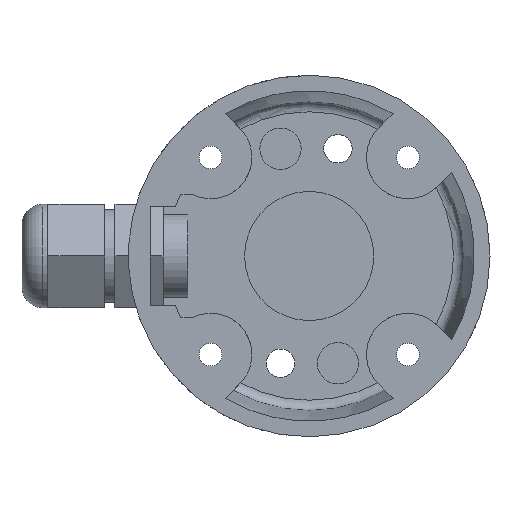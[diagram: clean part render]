
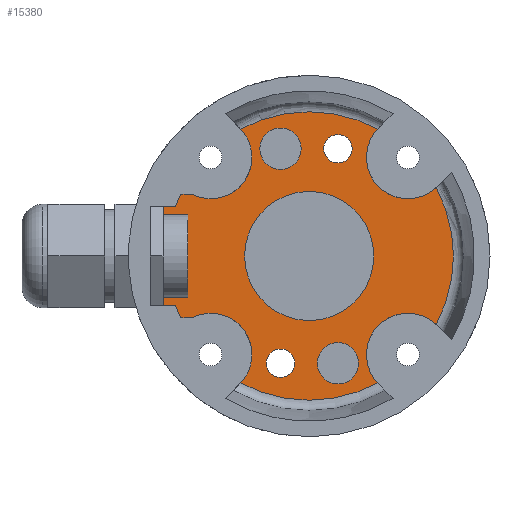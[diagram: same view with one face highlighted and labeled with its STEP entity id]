
A CAD part, front view. The second image highlights one B-rep face of the part: STEP entity #15380.
In plain terms, the highlighted planar face has unit normal (0, -1, 0).
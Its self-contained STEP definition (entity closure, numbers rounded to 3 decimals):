
#827=CIRCLE('',#17005,8.);
#828=CIRCLE('',#17007,8.);
#829=CIRCLE('',#17009,27.925);
#830=CIRCLE('',#17010,8.);
#831=CIRCLE('',#17011,27.925);
#832=CIRCLE('',#17012,8.);
#833=CIRCLE('',#17013,27.925);
#834=CIRCLE('',#17014,27.6);
#835=CIRCLE('',#17015,27.6);
#836=CIRCLE('',#17016,12.5);
#837=CIRCLE('',#17017,12.5);
#838=CIRCLE('',#17018,4.);
#839=CIRCLE('',#17019,4.);
#840=CIRCLE('',#17020,2.75);
#841=CIRCLE('',#17021,2.75);
#954=FACE_BOUND('',#3514,.T.);
#955=FACE_BOUND('',#3515,.T.);
#956=FACE_BOUND('',#3516,.T.);
#957=FACE_BOUND('',#3517,.T.);
#958=FACE_BOUND('',#3518,.T.);
#1729=PLANE('',#17008);
#2564=FACE_OUTER_BOUND('',#3513,.T.);
#3513=EDGE_LOOP('',(#14167,#14168,#14169,#14170,#14171,#14172,#14173,#14174,
#14175,#14176,#14177,#14178,#14179,#14180));
#3514=EDGE_LOOP('',(#14181,#14182));
#3515=EDGE_LOOP('',(#14183));
#3516=EDGE_LOOP('',(#14184));
#3517=EDGE_LOOP('',(#14185));
#3518=EDGE_LOOP('',(#14186));
#4586=LINE('',#30820,#5636);
#4590=LINE('',#30826,#5640);
#4593=LINE('',#30832,#5643);
#4594=LINE('',#30836,#5644);
#4599=LINE('',#30871,#5649);
#5636=VECTOR('',#21212,10.);
#5640=VECTOR('',#21218,10.);
#5643=VECTOR('',#21223,10.);
#5644=VECTOR('',#21226,10.);
#5649=VECTOR('',#21253,10.);
#7460=VERTEX_POINT('',#30817);
#7461=VERTEX_POINT('',#30819);
#7462=VERTEX_POINT('',#30824);
#7463=VERTEX_POINT('',#30828);
#7464=VERTEX_POINT('',#30830);
#7465=VERTEX_POINT('',#30834);
#7466=VERTEX_POINT('',#30835);
#7468=VERTEX_POINT('',#30842);
#7469=VERTEX_POINT('',#30849);
#7471=VERTEX_POINT('',#30860);
#7472=VERTEX_POINT('',#30862);
#7473=VERTEX_POINT('',#30864);
#7474=VERTEX_POINT('',#30866);
#7475=VERTEX_POINT('',#30870);
#7476=VERTEX_POINT('',#30873);
#7477=VERTEX_POINT('',#30874);
#7478=VERTEX_POINT('',#30877);
#7479=VERTEX_POINT('',#30879);
#7480=VERTEX_POINT('',#30881);
#7481=VERTEX_POINT('',#30883);
#9718=EDGE_CURVE('',#7461,#7460,#4586,.T.);
#9722=EDGE_CURVE('',#7462,#7460,#4590,.T.);
#9725=EDGE_CURVE('',#7463,#7464,#4593,.T.);
#9726=EDGE_CURVE('',#7465,#7466,#4594,.T.);
#9731=EDGE_CURVE('',#7464,#7468,#827,.T.);
#9732=EDGE_CURVE('',#7469,#7465,#828,.T.);
#9735=EDGE_CURVE('',#7471,#7468,#829,.T.);
#9736=EDGE_CURVE('',#7471,#7472,#830,.T.);
#9737=EDGE_CURVE('',#7473,#7472,#831,.T.);
#9738=EDGE_CURVE('',#7473,#7474,#832,.T.);
#9739=EDGE_CURVE('',#7469,#7474,#833,.T.);
#9740=EDGE_CURVE('',#7466,#7461,#834,.T.);
#9741=EDGE_CURVE('',#7475,#7462,#4599,.T.);
#9742=EDGE_CURVE('',#7475,#7463,#835,.T.);
#9743=EDGE_CURVE('',#7476,#7477,#836,.T.);
#9744=EDGE_CURVE('',#7477,#7476,#837,.T.);
#9745=EDGE_CURVE('',#7478,#7478,#838,.T.);
#9746=EDGE_CURVE('',#7479,#7479,#839,.T.);
#9747=EDGE_CURVE('',#7480,#7480,#840,.T.);
#9748=EDGE_CURVE('',#7481,#7481,#841,.T.);
#14167=ORIENTED_EDGE('',*,*,#9725,.T.);
#14168=ORIENTED_EDGE('',*,*,#9731,.T.);
#14169=ORIENTED_EDGE('',*,*,#9735,.F.);
#14170=ORIENTED_EDGE('',*,*,#9736,.T.);
#14171=ORIENTED_EDGE('',*,*,#9737,.F.);
#14172=ORIENTED_EDGE('',*,*,#9738,.T.);
#14173=ORIENTED_EDGE('',*,*,#9739,.F.);
#14174=ORIENTED_EDGE('',*,*,#9732,.T.);
#14175=ORIENTED_EDGE('',*,*,#9726,.T.);
#14176=ORIENTED_EDGE('',*,*,#9740,.T.);
#14177=ORIENTED_EDGE('',*,*,#9718,.T.);
#14178=ORIENTED_EDGE('',*,*,#9722,.F.);
#14179=ORIENTED_EDGE('',*,*,#9741,.F.);
#14180=ORIENTED_EDGE('',*,*,#9742,.T.);
#14181=ORIENTED_EDGE('',*,*,#9743,.T.);
#14182=ORIENTED_EDGE('',*,*,#9744,.T.);
#14183=ORIENTED_EDGE('',*,*,#9745,.T.);
#14184=ORIENTED_EDGE('',*,*,#9746,.T.);
#14185=ORIENTED_EDGE('',*,*,#9747,.T.);
#14186=ORIENTED_EDGE('',*,*,#9748,.T.);
#15380=ADVANCED_FACE('',(#2564,#954,#955,#956,#957,#958),#1729,.F.);
#17005=AXIS2_PLACEMENT_3D('',#30847,#21232,#21233);
#17007=AXIS2_PLACEMENT_3D('',#30850,#21236,#21237);
#17008=AXIS2_PLACEMENT_3D('',#30859,#21239,#21240);
#17009=AXIS2_PLACEMENT_3D('',#30861,#21241,#21242);
#17010=AXIS2_PLACEMENT_3D('',#30863,#21243,#21244);
#17011=AXIS2_PLACEMENT_3D('',#30865,#21245,#21246);
#17012=AXIS2_PLACEMENT_3D('',#30867,#21247,#21248);
#17013=AXIS2_PLACEMENT_3D('',#30868,#21249,#21250);
#17014=AXIS2_PLACEMENT_3D('',#30869,#21251,#21252);
#17015=AXIS2_PLACEMENT_3D('',#30872,#21254,#21255);
#17016=AXIS2_PLACEMENT_3D('',#30875,#21256,#21257);
#17017=AXIS2_PLACEMENT_3D('',#30876,#21258,#21259);
#17018=AXIS2_PLACEMENT_3D('',#30878,#21260,#21261);
#17019=AXIS2_PLACEMENT_3D('',#30880,#21262,#21263);
#17020=AXIS2_PLACEMENT_3D('',#30882,#21264,#21265);
#17021=AXIS2_PLACEMENT_3D('',#30884,#21266,#21267);
#21212=DIRECTION('',(-1.,0.,0.));
#21218=DIRECTION('',(0.,0.,1.));
#21223=DIRECTION('',(1.,0.,0.));
#21226=DIRECTION('',(-1.,0.,0.));
#21232=DIRECTION('center_axis',(0.,1.,0.));
#21233=DIRECTION('ref_axis',(0.707,0.,-0.707));
#21236=DIRECTION('center_axis',(0.,1.,0.));
#21237=DIRECTION('ref_axis',(-0.707,0.,-0.707));
#21239=DIRECTION('center_axis',(0.,1.,0.));
#21240=DIRECTION('ref_axis',(0.,0.,1.));
#21241=DIRECTION('center_axis',(0.,1.,0.));
#21242=DIRECTION('ref_axis',(1.,0.,0.));
#21243=DIRECTION('center_axis',(0.,1.,0.));
#21244=DIRECTION('ref_axis',(0.707,0.,0.707));
#21245=DIRECTION('center_axis',(0.,1.,0.));
#21246=DIRECTION('ref_axis',(1.,0.,0.));
#21247=DIRECTION('center_axis',(0.,1.,0.));
#21248=DIRECTION('ref_axis',(-0.707,0.,0.707));
#21249=DIRECTION('center_axis',(0.,1.,0.));
#21250=DIRECTION('ref_axis',(1.,0.,0.));
#21251=DIRECTION('center_axis',(0.,-1.,0.));
#21252=DIRECTION('ref_axis',(0.901,0.,-0.435));
#21253=DIRECTION('',(-1.,0.,0.));
#21254=DIRECTION('center_axis',(0.,-1.,0.));
#21255=DIRECTION('ref_axis',(0.939,0.,0.344));
#21256=DIRECTION('center_axis',(0.,1.,0.));
#21257=DIRECTION('ref_axis',(1.,0.,0.));
#21258=DIRECTION('center_axis',(0.,1.,0.));
#21259=DIRECTION('ref_axis',(1.,0.,0.));
#21260=DIRECTION('center_axis',(0.,1.,0.));
#21261=DIRECTION('ref_axis',(-1.,0.,0.));
#21262=DIRECTION('center_axis',(0.,1.,0.));
#21263=DIRECTION('ref_axis',(-1.,0.,0.));
#21264=DIRECTION('center_axis',(0.,1.,0.));
#21265=DIRECTION('ref_axis',(-1.,0.,0.));
#21266=DIRECTION('center_axis',(0.,1.,0.));
#21267=DIRECTION('ref_axis',(-1.,0.,0.));
#30817=CARTESIAN_POINT('',(-30.8,-3.,9.5));
#30819=CARTESIAN_POINT('',(-25.914,-3.,9.5));
#30820=CARTESIAN_POINT('',(-5.294,-3.,9.5));
#30824=CARTESIAN_POINT('',(-30.8,-3.,-9.5));
#30826=CARTESIAN_POINT('',(-30.8,-3.,0.));
#30828=CARTESIAN_POINT('',(-24.855,-3.,-12.));
#30830=CARTESIAN_POINT('',(-22.794,-3.,-12.));
#30832=CARTESIAN_POINT('',(-1.291,-3.,-12.));
#30834=CARTESIAN_POINT('',(-22.794,-3.,12.));
#30835=CARTESIAN_POINT('',(-24.855,-3.,12.));
#30836=CARTESIAN_POINT('',(-4.72,-3.,12.));
#30842=CARTESIAN_POINT('',(-13.265,-3.,-24.573));
#30847=CARTESIAN_POINT('Origin',(-19.092,-3.,-19.092));
#30849=CARTESIAN_POINT('',(-13.265,-3.,24.573));
#30850=CARTESIAN_POINT('Origin',(-19.092,-3.,19.092));
#30859=CARTESIAN_POINT('Origin',(20.212,-3.,0.));
#30860=CARTESIAN_POINT('',(13.265,-3.,-24.573));
#30861=CARTESIAN_POINT('Origin',(0.,-3.,0.));
#30862=CARTESIAN_POINT('',(24.573,-3.,-13.265));
#30863=CARTESIAN_POINT('Origin',(19.092,-3.,-19.092));
#30864=CARTESIAN_POINT('',(24.573,-3.,13.265));
#30865=CARTESIAN_POINT('Origin',(0.,-3.,0.));
#30866=CARTESIAN_POINT('',(13.265,-3.,24.573));
#30867=CARTESIAN_POINT('Origin',(19.092,-3.,19.092));
#30868=CARTESIAN_POINT('Origin',(0.,-3.,0.));
#30869=CARTESIAN_POINT('Origin',(0.,-3.,0.));
#30870=CARTESIAN_POINT('',(-25.914,-3.,-9.5));
#30871=CARTESIAN_POINT('',(0.,-3.,-9.5));
#30872=CARTESIAN_POINT('Origin',(0.,-3.,0.));
#30873=CARTESIAN_POINT('',(12.5,-3.,0.));
#30874=CARTESIAN_POINT('',(-12.5,-3.,0.));
#30875=CARTESIAN_POINT('Origin',(0.,-3.,0.));
#30876=CARTESIAN_POINT('Origin',(0.,-3.,0.));
#30877=CARTESIAN_POINT('',(-1.565,-3.,20.767));
#30878=CARTESIAN_POINT('Origin',(-5.565,-3.,20.767));
#30879=CARTESIAN_POINT('',(9.565,-3.,-20.767));
#30880=CARTESIAN_POINT('Origin',(5.565,-3.,-20.767));
#30881=CARTESIAN_POINT('',(-2.815,-3.,-20.767));
#30882=CARTESIAN_POINT('Origin',(-5.565,-3.,-20.767));
#30883=CARTESIAN_POINT('',(8.315,-3.,20.767));
#30884=CARTESIAN_POINT('Origin',(5.565,-3.,20.767));
